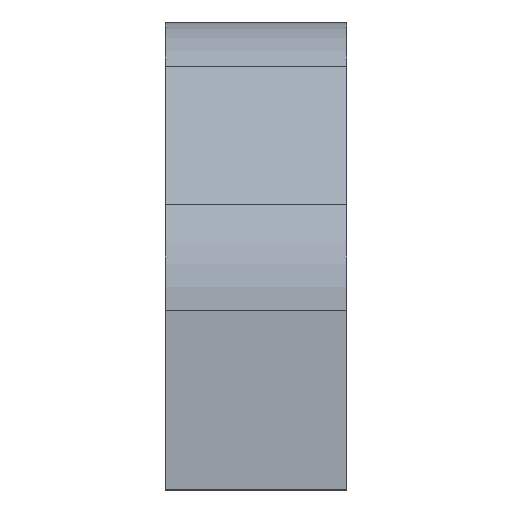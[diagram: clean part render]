
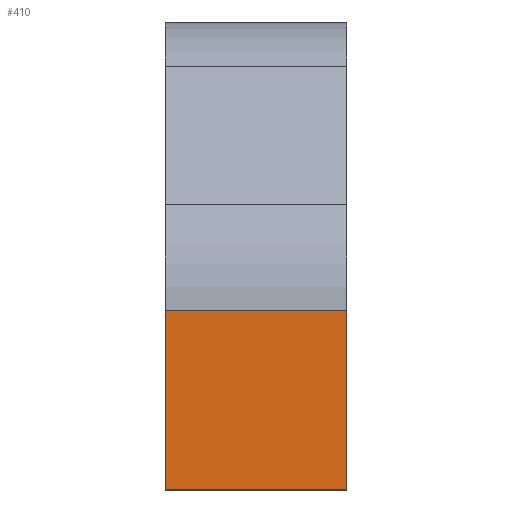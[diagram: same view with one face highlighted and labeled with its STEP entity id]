
A CAD part, front view. The second image highlights one B-rep face of the part: STEP entity #410.
In plain terms, the highlighted planar face has unit normal (0, -1, 0).
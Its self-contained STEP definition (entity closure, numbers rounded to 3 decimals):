
#15=PLANE('',#436);
#32=FACE_OUTER_BOUND('',#54,.T.);
#54=EDGE_LOOP('',(#287,#288,#289,#290));
#76=LINE('',#594,#124);
#77=LINE('',#597,#125);
#78=LINE('',#599,#126);
#79=LINE('',#600,#127);
#124=VECTOR('',#476,6.);
#125=VECTOR('',#479,5.929);
#126=VECTOR('',#480,6.);
#127=VECTOR('',#481,5.929);
#183=VERTEX_POINT('',#587);
#186=VERTEX_POINT('',#592);
#187=VERTEX_POINT('',#596);
#188=VERTEX_POINT('',#598);
#226=EDGE_CURVE('',#186,#183,#76,.T.);
#227=EDGE_CURVE('',#187,#186,#77,.T.);
#228=EDGE_CURVE('',#187,#188,#78,.T.);
#229=EDGE_CURVE('',#183,#188,#79,.T.);
#287=ORIENTED_EDGE('',*,*,#226,.F.);
#288=ORIENTED_EDGE('',*,*,#227,.F.);
#289=ORIENTED_EDGE('',*,*,#228,.T.);
#290=ORIENTED_EDGE('',*,*,#229,.F.);
#410=ADVANCED_FACE('',(#32),#15,.T.);
#436=AXIS2_PLACEMENT_3D('',#595,#477,#478);
#476=DIRECTION('',(1.,0.,0.));
#477=DIRECTION('center_axis',(0.,-1.,0.));
#478=DIRECTION('ref_axis',(0.,0.,-1.));
#479=DIRECTION('',(0.,0.,1.));
#480=DIRECTION('',(1.,0.,0.));
#481=DIRECTION('',(0.,0.,-1.));
#587=CARTESIAN_POINT('',(6.,-4.,5.929));
#592=CARTESIAN_POINT('',(0.,-4.,5.929));
#594=CARTESIAN_POINT('',(0.,-4.,5.929));
#595=CARTESIAN_POINT('Origin',(0.,-4.,8.));
#596=CARTESIAN_POINT('',(0.,-4.,0.));
#597=CARTESIAN_POINT('',(0.,-4.,0.));
#598=CARTESIAN_POINT('',(6.,-4.,0.));
#599=CARTESIAN_POINT('',(0.,-4.,0.));
#600=CARTESIAN_POINT('',(6.,-4.,0.));
